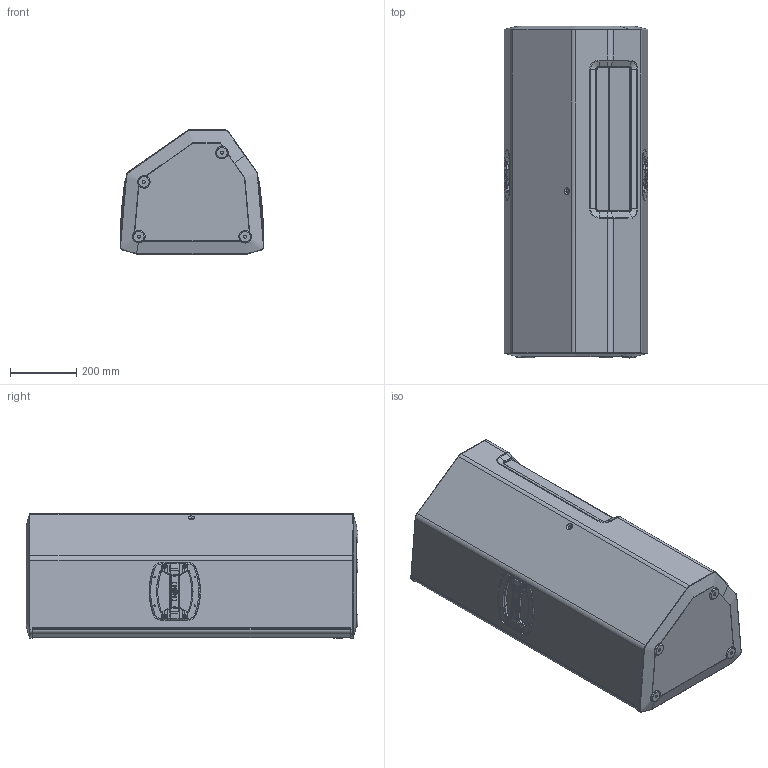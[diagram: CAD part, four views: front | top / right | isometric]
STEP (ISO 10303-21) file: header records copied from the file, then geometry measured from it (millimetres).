
FILE_DESCRIPTION (( 'STEP AP214' ), '1' );
FILE_NAME ('TNE-2151 Solid Part.STEP', '2017-11-08T12:01:09', ( '' ), ( '' ), 'SwSTEP 2.0', 'SolidWorks 2017', '' );
FILE_SCHEMA (( 'AUTOMOTIVE_DESIGN' ));
Length unit declared in the file: millimetre
Products named in the file (1): TNE-2151 Solid Part
Bounding box: 433.32 x 999 x 375.75 mm (x, y, z)
Volume: 128908071.9 mm3; surface area: 2068201.5 mm2
Topology: 1 solids, 13 shells, 2556 faces, 6278 edges, 3719 vertices
Faces by surface type: cylinder 934, plane 808, bspline 484, torus 128, sphere 102, cone 100
Entity records: 120350 total; most frequent: CARTESIAN_POINT 37515, ORIENTED_EDGE 12352, DIRECTION 10553, EDGE_CURVE 6176, AXIS2_PLACEMENT_3D 3882, VERTEX_POINT 3703, LINE 2789, VECTOR 2789
